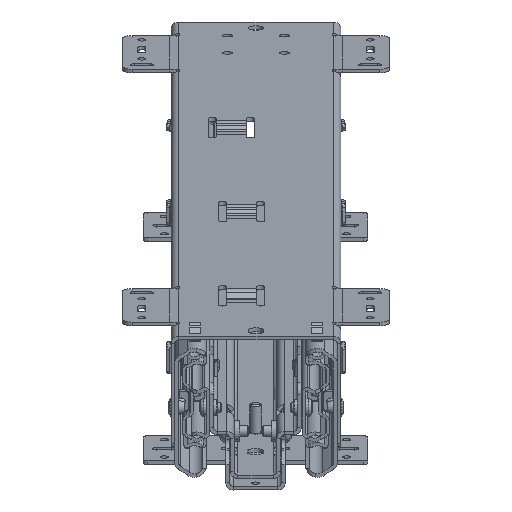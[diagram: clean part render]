
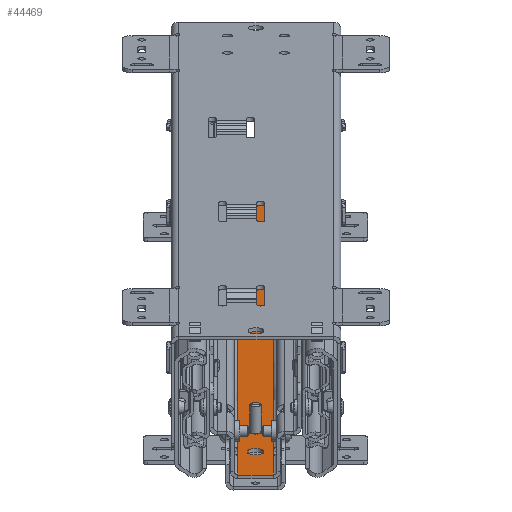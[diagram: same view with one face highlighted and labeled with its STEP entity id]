
A CAD part, front view. The second image highlights one B-rep face of the part: STEP entity #44469.
In plain terms, the highlighted face is planar.
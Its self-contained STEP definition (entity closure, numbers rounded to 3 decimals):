
#2073=FACE_BOUND('',#8728,.T.);
#2074=FACE_BOUND('',#8729,.T.);
#2075=FACE_BOUND('',#8730,.T.);
#3742=CIRCLE('',#48382,4.375);
#3800=CIRCLE('',#48493,4.);
#3804=CIRCLE('',#48499,4.);
#3806=CIRCLE('',#48503,4.);
#6052=FACE_OUTER_BOUND('',#8727,.T.);
#8727=EDGE_LOOP('',(#39908,#39909,#39910,#39911));
#8728=EDGE_LOOP('',(#39912));
#8729=EDGE_LOOP('',(#39913));
#8730=EDGE_LOOP('',(#39914,#39915,#39916,#39917));
#13081=LINE('',#74263,#17393);
#13085=LINE('',#74273,#17397);
#13111=LINE('',#74343,#17423);
#13120=LINE('',#74365,#17432);
#13122=LINE('',#74371,#17434);
#13126=LINE('',#74384,#17438);
#17393=VECTOR('',#60514,3.);
#17397=VECTOR('',#60526,3.);
#17423=VECTOR('',#60602,580.);
#17432=VECTOR('',#60627,18.5);
#17434=VECTOR('',#60635,580.);
#17438=VECTOR('',#60651,18.5);
#21489=VERTEX_POINT('',#73930);
#21595=VERTEX_POINT('',#74243);
#21600=VERTEX_POINT('',#74254);
#21601=VERTEX_POINT('',#74256);
#21603=VERTEX_POINT('',#74262);
#21605=VERTEX_POINT('',#74268);
#21623=VERTEX_POINT('',#74340);
#21624=VERTEX_POINT('',#74342);
#21629=VERTEX_POINT('',#74364);
#21630=VERTEX_POINT('',#74370);
#27597=EDGE_CURVE('',#21489,#21489,#3742,.T.);
#27751=EDGE_CURVE('',#21595,#21595,#3800,.T.);
#27756=EDGE_CURVE('',#21601,#21600,#3804,.T.);
#27759=EDGE_CURVE('',#21603,#21601,#13081,.T.);
#27762=EDGE_CURVE('',#21605,#21603,#3806,.T.);
#27765=EDGE_CURVE('',#21600,#21605,#13085,.T.);
#27800=EDGE_CURVE('',#21623,#21624,#13111,.T.);
#27811=EDGE_CURVE('',#21629,#21624,#13120,.T.);
#27814=EDGE_CURVE('',#21630,#21629,#13122,.T.);
#27821=EDGE_CURVE('',#21630,#21623,#13126,.T.);
#39908=ORIENTED_EDGE('',*,*,#27800,.F.);
#39909=ORIENTED_EDGE('',*,*,#27821,.F.);
#39910=ORIENTED_EDGE('',*,*,#27814,.T.);
#39911=ORIENTED_EDGE('',*,*,#27811,.T.);
#39912=ORIENTED_EDGE('',*,*,#27597,.T.);
#39913=ORIENTED_EDGE('',*,*,#27751,.T.);
#39914=ORIENTED_EDGE('',*,*,#27756,.T.);
#39915=ORIENTED_EDGE('',*,*,#27765,.T.);
#39916=ORIENTED_EDGE('',*,*,#27762,.T.);
#39917=ORIENTED_EDGE('',*,*,#27759,.T.);
#42339=PLANE('',#48548);
#44469=ADVANCED_FACE('',(#6052,#2073,#2074,#2075),#42339,.T.);
#48382=AXIS2_PLACEMENT_3D('',#73931,#60177,#60178);
#48493=AXIS2_PLACEMENT_3D('',#74244,#60495,#60496);
#48499=AXIS2_PLACEMENT_3D('',#74257,#60508,#60509);
#48503=AXIS2_PLACEMENT_3D('',#74269,#60520,#60521);
#48548=AXIS2_PLACEMENT_3D('',#74393,#60658,#60659);
#60177=DIRECTION('center_axis',(0.,1.,0.));
#60178=DIRECTION('ref_axis',(1.,0.,0.));
#60495=DIRECTION('center_axis',(0.,1.,0.));
#60496=DIRECTION('ref_axis',(1.,0.,0.));
#60508=DIRECTION('center_axis',(0.,1.,0.));
#60509=DIRECTION('ref_axis',(-1.,0.,0.));
#60514=DIRECTION('',(0.,0.,-1.));
#60520=DIRECTION('center_axis',(0.,1.,0.));
#60521=DIRECTION('ref_axis',(1.,0.,0.));
#60526=DIRECTION('',(0.,0.,1.));
#60602=DIRECTION('',(0.,0.,-1.));
#60627=DIRECTION('',(1.,0.,0.));
#60635=DIRECTION('',(0.,0.,-1.));
#60651=DIRECTION('',(1.,0.,0.));
#60658=DIRECTION('center_axis',(0.,-1.,0.));
#60659=DIRECTION('ref_axis',(1.,0.,0.));
#73930=CARTESIAN_POINT('',(19.625,49.,209.));
#73931=CARTESIAN_POINT('Origin',(24.,49.,209.));
#74243=CARTESIAN_POINT('',(28.,49.,-263.));
#74244=CARTESIAN_POINT('Origin',(24.,49.,-263.));
#74254=CARTESIAN_POINT('',(20.,49.,245.5));
#74256=CARTESIAN_POINT('',(28.,49.,245.5));
#74257=CARTESIAN_POINT('Origin',(24.,49.,245.5));
#74262=CARTESIAN_POINT('',(28.,49.,248.5));
#74263=CARTESIAN_POINT('',(28.,49.,122.75));
#74268=CARTESIAN_POINT('',(20.,49.,248.5));
#74269=CARTESIAN_POINT('Origin',(24.,49.,248.5));
#74273=CARTESIAN_POINT('',(20.,49.,124.25));
#74340=CARTESIAN_POINT('',(33.25,49.,290.));
#74342=CARTESIAN_POINT('',(33.25,49.,-290.));
#74343=CARTESIAN_POINT('',(33.25,49.,0.));
#74364=CARTESIAN_POINT('',(14.75,49.,-290.));
#74365=CARTESIAN_POINT('',(-44.996,49.,-290.));
#74370=CARTESIAN_POINT('',(14.75,49.,290.));
#74371=CARTESIAN_POINT('',(14.75,49.,0.));
#74384=CARTESIAN_POINT('',(-44.996,49.,290.));
#74393=CARTESIAN_POINT('Origin',(24.,49.,0.));
